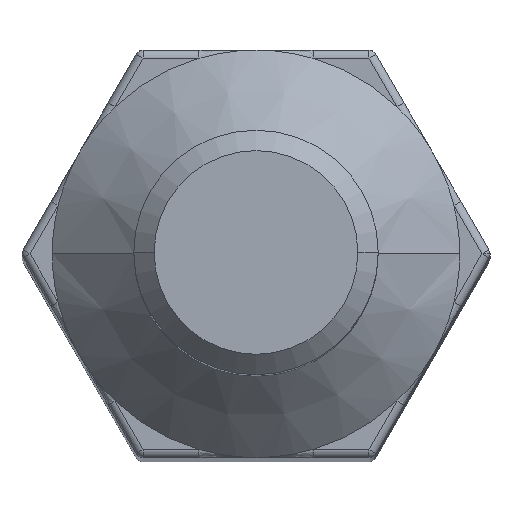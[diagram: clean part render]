
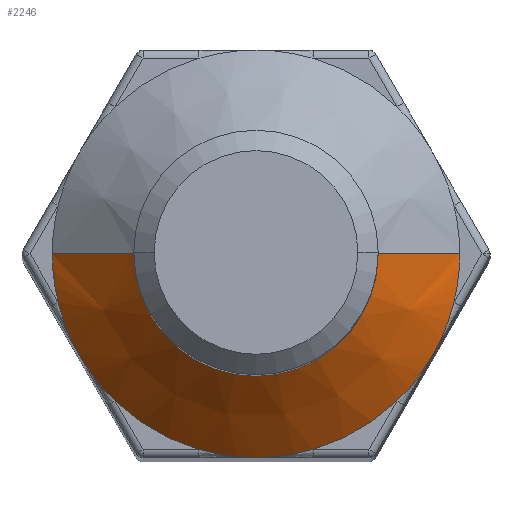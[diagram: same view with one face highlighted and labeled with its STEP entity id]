
A CAD part, top view. The second image highlights one B-rep face of the part: STEP entity #2246.
In plain terms, the highlighted conical face has half-angle 45 degrees and reference radius 1.5 mm.
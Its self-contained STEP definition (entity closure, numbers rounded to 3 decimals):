
#11 = EDGE_CURVE ( 'NONE', #1644, #1508, #1420, .T. ) ;
#21 = EDGE_CURVE ( 'NONE', #987, #1006, #1441, .T. ) ;
#27 = EDGE_CURVE ( 'NONE', #1006, #1035, #1413, .T. ) ;
#32 = EDGE_CURVE ( 'NONE', #1035, #1852, #1411, .T. ) ;
#42 = EDGE_CURVE ( 'NONE', #1852, #1754, #1417, .T. ) ;
#59 = EDGE_CURVE ( 'NONE', #1754, #1227, #1396, .T. ) ;
#69 = EDGE_CURVE ( 'NONE', #1227, #2174, #1409, .T. ) ;
#73 = EDGE_CURVE ( 'NONE', #2174, #1762, #1393, .T. ) ;
#75 = EDGE_CURVE ( 'NONE', #1762, #1955, #1249, .T. ) ;
#85 = EDGE_CURVE ( 'NONE', #1955, #1096, #1251, .T. ) ;
#88 = EDGE_CURVE ( 'NONE', #1096, #741, #1348, .T. ) ;
#133 = DIRECTION ( 'NONE',  ( 0., 0., 1. ) ) ;
#140 = ORIENTED_EDGE ( 'NONE', *, *, #32, .T. ) ;
#149 = DIRECTION ( 'NONE',  ( 0., 0., 1. ) ) ;
#176 = CARTESIAN_POINT ( 'NONE',  ( 1.5, 0., 1. ) ) ;
#234 = CARTESIAN_POINT ( 'NONE',  ( -2.5, 0., 0. ) ) ;
#235 = LINE ( 'NONE', #906, #253 ) ;
#253 = VECTOR ( 'NONE', #1113, 1000. ) ;
#282 = AXIS2_PLACEMENT_3D ( 'NONE', #2059, #900, #2166 ) ;
#302 = DIRECTION ( 'NONE',  ( 0., 0., 1. ) ) ;
#310 = AXIS2_PLACEMENT_3D ( 'NONE', #1502, #302, #1709 ) ;
#319 = DIRECTION ( 'NONE',  ( 0., 0., 1. ) ) ;
#366 = DIRECTION ( 'NONE',  ( -1., 0., 0. ) ) ;
#483 = CARTESIAN_POINT ( 'NONE',  ( 0., 0., 0. ) ) ;
#497 = ORIENTED_EDGE ( 'NONE', *, *, #69, .T. ) ;
#500 = CARTESIAN_POINT ( 'NONE',  ( 0., 0., 0. ) ) ;
#565 = CARTESIAN_POINT ( 'NONE',  ( 0., 0., 1. ) ) ;
#602 = LINE ( 'NONE', #893, #628 ) ;
#628 = VECTOR ( 'NONE', #2163, 1000. ) ;
#638 = CARTESIAN_POINT ( 'NONE',  ( 0., -2.5, 0. ) ) ;
#669 = DIRECTION ( 'NONE',  ( 1., 0., 0. ) ) ;
#686 = DIRECTION ( 'NONE',  ( 1., 0., 0. ) ) ;
#688 = CARTESIAN_POINT ( 'NONE',  ( 2.5, 0., 0. ) ) ;
#697 = CARTESIAN_POINT ( 'NONE',  ( 0., 0., 0. ) ) ;
#741 = VERTEX_POINT ( 'NONE', #688 ) ;
#749 = ORIENTED_EDGE ( 'NONE', *, *, #85, .T. ) ;
#883 = DIRECTION ( 'NONE',  ( 0., 0., 1. ) ) ;
#893 = CARTESIAN_POINT ( 'NONE',  ( 1.5, 0., 1. ) ) ;
#900 = DIRECTION ( 'NONE',  ( 0., 0., 1. ) ) ;
#906 = CARTESIAN_POINT ( 'NONE',  ( -1.5, 0., 1. ) ) ;
#924 = DIRECTION ( 'NONE',  ( 1., 0., 0. ) ) ;
#951 = ORIENTED_EDGE ( 'NONE', *, *, #11, .T. ) ;
#974 = CARTESIAN_POINT ( 'NONE',  ( 0.7, -2.4, 0. ) ) ;
#987 = VERTEX_POINT ( 'NONE', #234 ) ;
#1006 = VERTEX_POINT ( 'NONE', #1810 ) ;
#1028 = FACE_OUTER_BOUND ( 'NONE', #1759, .T. ) ;
#1035 = VERTEX_POINT ( 'NONE', #1997 ) ;
#1057 = CONICAL_SURFACE ( 'NONE', #2042, 1.5, 0.785 ) ;
#1087 = CARTESIAN_POINT ( 'NONE',  ( 0., 0., 1. ) ) ;
#1096 = VERTEX_POINT ( 'NONE', #1849 ) ;
#1099 = DIRECTION ( 'NONE',  ( 0., 0., 1. ) ) ;
#1113 = DIRECTION ( 'NONE',  ( -0.707, 0., -0.707 ) ) ;
#1168 = ORIENTED_EDGE ( 'NONE', *, *, #27, .T. ) ;
#1183 = CARTESIAN_POINT ( 'NONE',  ( -0.7, -2.4, 0. ) ) ;
#1227 = VERTEX_POINT ( 'NONE', #638 ) ;
#1249 = CIRCLE ( 'NONE', #1664, 2.5 ) ;
#1251 = CIRCLE ( 'NONE', #1645, 2.5 ) ;
#1284 = DIRECTION ( 'NONE',  ( -1., 0., 0. ) ) ;
#1297 = CARTESIAN_POINT ( 'NONE',  ( 0., 0., 0. ) ) ;
#1303 = CARTESIAN_POINT ( 'NONE',  ( 2.165, -1.25, 0. ) ) ;
#1312 = CARTESIAN_POINT ( 'NONE',  ( 0., 0., 0. ) ) ;
#1348 = CIRCLE ( 'NONE', #1654, 2.5 ) ;
#1361 = ORIENTED_EDGE ( 'NONE', *, *, #59, .T. ) ;
#1393 = CIRCLE ( 'NONE', #1668, 2.5 ) ;
#1396 = CIRCLE ( 'NONE', #310, 2.5 ) ;
#1409 = CIRCLE ( 'NONE', #282, 2.5 ) ;
#1411 = CIRCLE ( 'NONE', #1680, 2.5 ) ;
#1413 = CIRCLE ( 'NONE', #1682, 2.5 ) ;
#1417 = CIRCLE ( 'NONE', #1676, 2.5 ) ;
#1420 = CIRCLE ( 'NONE', #1711, 1.5 ) ;
#1434 = CARTESIAN_POINT ( 'NONE',  ( -1.728, -1.806, 0. ) ) ;
#1441 = CIRCLE ( 'NONE', #1685, 2.5 ) ;
#1494 = DIRECTION ( 'NONE',  ( 1., 0., 0. ) ) ;
#1502 = CARTESIAN_POINT ( 'NONE',  ( 0., 0., 0. ) ) ;
#1503 = ORIENTED_EDGE ( 'NONE', *, *, #75, .T. ) ;
#1508 = VERTEX_POINT ( 'NONE', #1921 ) ;
#1511 = ORIENTED_EDGE ( 'NONE', *, *, #1985, .T. ) ;
#1514 = DIRECTION ( 'NONE',  ( 1., 0., 0. ) ) ;
#1524 = CARTESIAN_POINT ( 'NONE',  ( 0., 0., 0. ) ) ;
#1610 = ORIENTED_EDGE ( 'NONE', *, *, #88, .T. ) ;
#1644 = VERTEX_POINT ( 'NONE', #176 ) ;
#1645 = AXIS2_PLACEMENT_3D ( 'NONE', #1524, #319, #1725 ) ;
#1654 = AXIS2_PLACEMENT_3D ( 'NONE', #697, #2065, #924 ) ;
#1663 = ORIENTED_EDGE ( 'NONE', *, *, #1972, .F. ) ;
#1664 = AXIS2_PLACEMENT_3D ( 'NONE', #500, #1896, #686 ) ;
#1668 = AXIS2_PLACEMENT_3D ( 'NONE', #1312, #149, #1514 ) ;
#1676 = AXIS2_PLACEMENT_3D ( 'NONE', #2160, #1099, #2261 ) ;
#1680 = AXIS2_PLACEMENT_3D ( 'NONE', #483, #1885, #669 ) ;
#1682 = AXIS2_PLACEMENT_3D ( 'NONE', #1297, #133, #1494 ) ;
#1685 = AXIS2_PLACEMENT_3D ( 'NONE', #2047, #883, #2155 ) ;
#1709 = DIRECTION ( 'NONE',  ( 1., 0., 0. ) ) ;
#1711 = AXIS2_PLACEMENT_3D ( 'NONE', #1087, #2253, #1284 ) ;
#1725 = DIRECTION ( 'NONE',  ( 1., 0., 0. ) ) ;
#1754 = VERTEX_POINT ( 'NONE', #1183 ) ;
#1759 = EDGE_LOOP ( 'NONE', ( #1663, #951, #1511, #1821, #1168, #140, #1950, #1361, #497, #2170, #1503, #749, #1610 ) ) ;
#1762 = VERTEX_POINT ( 'NONE', #2214 ) ;
#1810 = CARTESIAN_POINT ( 'NONE',  ( -2.428, -0.594, 0. ) ) ;
#1821 = ORIENTED_EDGE ( 'NONE', *, *, #21, .T. ) ;
#1849 = CARTESIAN_POINT ( 'NONE',  ( 2.428, -0.594, 0. ) ) ;
#1852 = VERTEX_POINT ( 'NONE', #1434 ) ;
#1885 = DIRECTION ( 'NONE',  ( 0., 0., 1. ) ) ;
#1896 = DIRECTION ( 'NONE',  ( 0., 0., 1. ) ) ;
#1921 = CARTESIAN_POINT ( 'NONE',  ( -1.5, 0., 1. ) ) ;
#1950 = ORIENTED_EDGE ( 'NONE', *, *, #42, .T. ) ;
#1955 = VERTEX_POINT ( 'NONE', #1303 ) ;
#1956 = DIRECTION ( 'NONE',  ( 0., 0., -1. ) ) ;
#1972 = EDGE_CURVE ( 'NONE', #1644, #741, #602, .T. ) ;
#1985 = EDGE_CURVE ( 'NONE', #1508, #987, #235, .T. ) ;
#1997 = CARTESIAN_POINT ( 'NONE',  ( -2.165, -1.25, 0. ) ) ;
#2042 = AXIS2_PLACEMENT_3D ( 'NONE', #565, #1956, #366 ) ;
#2047 = CARTESIAN_POINT ( 'NONE',  ( 0., 0., 0. ) ) ;
#2059 = CARTESIAN_POINT ( 'NONE',  ( 0., 0., 0. ) ) ;
#2065 = DIRECTION ( 'NONE',  ( 0., 0., 1. ) ) ;
#2155 = DIRECTION ( 'NONE',  ( 1., 0., 0. ) ) ;
#2160 = CARTESIAN_POINT ( 'NONE',  ( 0., 0., 0. ) ) ;
#2163 = DIRECTION ( 'NONE',  ( 0.707, 0., -0.707 ) ) ;
#2166 = DIRECTION ( 'NONE',  ( 1., 0., 0. ) ) ;
#2170 = ORIENTED_EDGE ( 'NONE', *, *, #73, .T. ) ;
#2174 = VERTEX_POINT ( 'NONE', #974 ) ;
#2214 = CARTESIAN_POINT ( 'NONE',  ( 1.728, -1.806, 0. ) ) ;
#2246 = ADVANCED_FACE ( 'NONE', ( #1028 ), #1057, .T. ) ;
#2253 = DIRECTION ( 'NONE',  ( 0., 0., -1. ) ) ;
#2261 = DIRECTION ( 'NONE',  ( 1., 0., 0. ) ) ;
